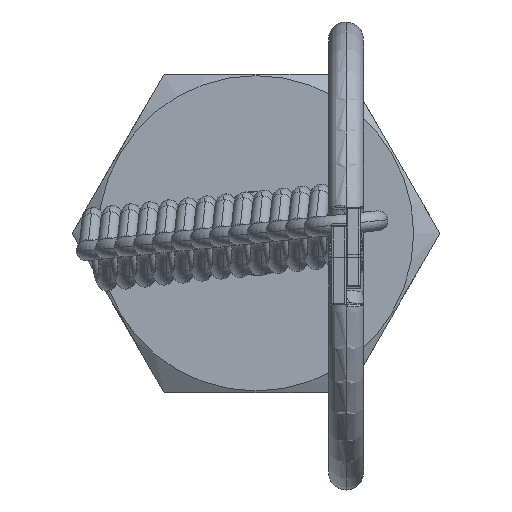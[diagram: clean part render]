
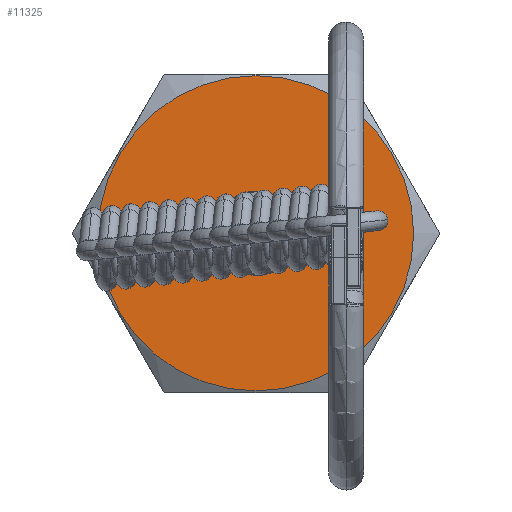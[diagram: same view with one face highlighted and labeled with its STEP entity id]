
A CAD part, left-side view. The second image highlights one B-rep face of the part: STEP entity #11325.
In plain terms, the highlighted planar face has unit normal (-1, 0, 0).
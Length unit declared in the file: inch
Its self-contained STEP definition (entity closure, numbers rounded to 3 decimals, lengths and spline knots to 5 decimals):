
#738 = VERTEX_POINT ( 'NONE', #3604 ) ;
#790 = CIRCLE ( 'NONE', #3376, 0.06425 ) ;
#809 = DIRECTION ( 'NONE',  ( 1., 0., 0. ) ) ;
#2241 = VERTEX_POINT ( 'NONE', #12123 ) ;
#2364 = DIRECTION ( 'NONE',  ( 0., 0., 1. ) ) ;
#2380 = EDGE_LOOP ( 'NONE', ( #8940, #3449 ) ) ;
#2700 = EDGE_LOOP ( 'NONE', ( #9220, #8554 ) ) ;
#3164 = EDGE_CURVE ( 'NONE', #2241, #6019, #5119, .T. ) ;
#3376 = AXIS2_PLACEMENT_3D ( 'NONE', #3575, #5671, #13022 ) ;
#3449 = ORIENTED_EDGE ( 'NONE', *, *, #10796, .F. ) ;
#3575 = CARTESIAN_POINT ( 'NONE',  ( -1.12, 0., 0. ) ) ;
#3604 = CARTESIAN_POINT ( 'NONE',  ( -1.12, 0., -0.06425 ) ) ;
#3871 = PLANE ( 'NONE',  #11015 ) ;
#4189 = CARTESIAN_POINT ( 'NONE',  ( -1.12, 0., 0. ) ) ;
#4676 = DIRECTION ( 'NONE',  ( 0., 0., 1. ) ) ;
#5085 = CARTESIAN_POINT ( 'NONE',  ( -1.12, 0., 0.06425 ) ) ;
#5119 = CIRCLE ( 'NONE', #10350, 0.495 ) ;
#5512 = DIRECTION ( 'NONE',  ( -1., 0., 0. ) ) ;
#5671 = DIRECTION ( 'NONE',  ( -1., 0., 0. ) ) ;
#5892 = EDGE_CURVE ( 'NONE', #12640, #738, #790, .T. ) ;
#6019 = VERTEX_POINT ( 'NONE', #10093 ) ;
#6275 = FACE_BOUND ( 'NONE', #2380, .T. ) ;
#6953 = EDGE_CURVE ( 'NONE', #6019, #2241, #10902, .T. ) ;
#7086 = CIRCLE ( 'NONE', #12859, 0.06425 ) ;
#7404 = FACE_OUTER_BOUND ( 'NONE', #2700, .T. ) ;
#7406 = DIRECTION ( 'NONE',  ( 0., 0., 1. ) ) ;
#7850 = CARTESIAN_POINT ( 'NONE',  ( -1.12, 0., 0. ) ) ;
#8187 = CARTESIAN_POINT ( 'NONE',  ( -1.12, 0.28868, 0.5 ) ) ;
#8554 = ORIENTED_EDGE ( 'NONE', *, *, #6953, .T. ) ;
#8940 = ORIENTED_EDGE ( 'NONE', *, *, #5892, .F. ) ;
#9220 = ORIENTED_EDGE ( 'NONE', *, *, #3164, .T. ) ;
#10001 = DIRECTION ( 'NONE',  ( -1., 0., 0. ) ) ;
#10093 = CARTESIAN_POINT ( 'NONE',  ( -1.12, 0., 0.495 ) ) ;
#10350 = AXIS2_PLACEMENT_3D ( 'NONE', #11598, #5512, #2364 ) ;
#10569 = DIRECTION ( 'NONE',  ( -1., 0., 0. ) ) ;
#10796 = EDGE_CURVE ( 'NONE', #738, #12640, #7086, .T. ) ;
#10902 = CIRCLE ( 'NONE', #12660, 0.495 ) ;
#11015 = AXIS2_PLACEMENT_3D ( 'NONE', #8187, #809, #12272 ) ;
#11325 = ADVANCED_FACE ( 'NONE', ( #6275, #7404 ), #3871, .F. ) ;
#11598 = CARTESIAN_POINT ( 'NONE',  ( -1.12, 0., 0. ) ) ;
#12123 = CARTESIAN_POINT ( 'NONE',  ( -1.12, 0., -0.495 ) ) ;
#12272 = DIRECTION ( 'NONE',  ( 0., 0., -1. ) ) ;
#12640 = VERTEX_POINT ( 'NONE', #5085 ) ;
#12660 = AXIS2_PLACEMENT_3D ( 'NONE', #4189, #10569, #7406 ) ;
#12859 = AXIS2_PLACEMENT_3D ( 'NONE', #7850, #10001, #4676 ) ;
#13022 = DIRECTION ( 'NONE',  ( 0., 0., 1. ) ) ;
